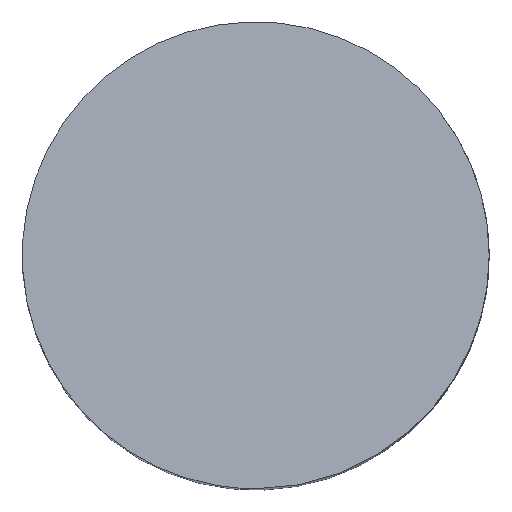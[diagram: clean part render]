
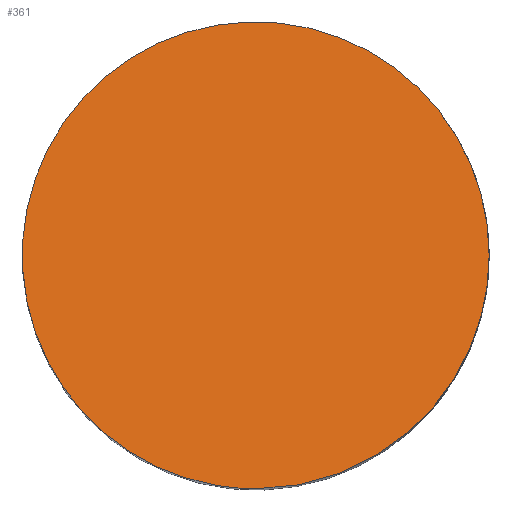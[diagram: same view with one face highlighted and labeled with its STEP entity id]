
A CAD part, top view. The second image highlights one B-rep face of the part: STEP entity #361.
In plain terms, the highlighted planar face has unit normal (0.407, 0, 0.913).
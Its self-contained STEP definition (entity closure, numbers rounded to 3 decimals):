
#21 = EDGE_CURVE('',#22,#24,#26,.T.);
#22 = VERTEX_POINT('',#23);
#23 = CARTESIAN_POINT('',(2.,0.,7.774));
#24 = VERTEX_POINT('',#25);
#25 = CARTESIAN_POINT('',(0.,-2.,8.664));
#26 = SURFACE_CURVE('',#27,(#32,#59),.PCURVE_S1.);
#27 = ELLIPSE('',#28,2.189,2.);
#28 = AXIS2_PLACEMENT_3D('',#29,#30,#31);
#29 = CARTESIAN_POINT('',(0.,0.,8.664));
#30 = DIRECTION('',(0.407,0.,0.914));
#31 = DIRECTION('',(-0.914,0.,0.407));
#32 = PCURVE('',#33,#38);
#33 = CYLINDRICAL_SURFACE('',#34,2.);
#34 = AXIS2_PLACEMENT_3D('',#35,#36,#37);
#35 = CARTESIAN_POINT('',(0.,0.,0.));
#36 = DIRECTION('',(0.,0.,1.));
#37 = DIRECTION('',(1.,0.,0.));
#38 = DEFINITIONAL_REPRESENTATION('',(#39),#58);
#39 = B_SPLINE_CURVE_WITH_KNOTS('',9,(#40,#41,#42,#43,#44,#45,#46,#47,
    #48,#49,#50,#51,#52,#53,#54,#55,#56,#57),.UNSPECIFIED.,.F.,.F.,(10,8
    ,10),(3.142,6.283,9.425),.UNSPECIFIED.);
#40 = CARTESIAN_POINT('',(0.,7.774));
#41 = CARTESIAN_POINT('',(0.349,7.774));
#42 = CARTESIAN_POINT('',(0.698,7.896));
#43 = CARTESIAN_POINT('',(1.047,8.14));
#44 = CARTESIAN_POINT('',(1.396,8.478));
#45 = CARTESIAN_POINT('',(1.745,8.851));
#46 = CARTESIAN_POINT('',(2.094,9.189));
#47 = CARTESIAN_POINT('',(2.443,9.433));
#48 = CARTESIAN_POINT('',(2.793,9.555));
#49 = CARTESIAN_POINT('',(3.491,9.555));
#50 = CARTESIAN_POINT('',(3.84,9.433));
#51 = CARTESIAN_POINT('',(4.189,9.189));
#52 = CARTESIAN_POINT('',(4.538,8.851));
#53 = CARTESIAN_POINT('',(4.887,8.478));
#54 = CARTESIAN_POINT('',(5.236,8.14));
#55 = CARTESIAN_POINT('',(5.585,7.896));
#56 = CARTESIAN_POINT('',(5.934,7.774));
#57 = CARTESIAN_POINT('',(6.283,7.774));
#58 = ( GEOMETRIC_REPRESENTATION_CONTEXT(2) 
PARAMETRIC_REPRESENTATION_CONTEXT() REPRESENTATION_CONTEXT('2D SPACE',''
  ) );
#59 = PCURVE('',#60,#65);
#60 = PLANE('',#61);
#61 = AXIS2_PLACEMENT_3D('',#62,#63,#64);
#62 = CARTESIAN_POINT('',(-3.,-2.,10.));
#63 = DIRECTION('',(0.407,0.,0.914));
#64 = DIRECTION('',(0.914,0.,-0.407));
#65 = DEFINITIONAL_REPRESENTATION('',(#66),#70);
#66 = ELLIPSE('',#67,2.189,2.);
#67 = AXIS2_PLACEMENT_2D('',#68,#69);
#68 = CARTESIAN_POINT('',(3.284,2.));
#69 = DIRECTION('',(-1.,0.));
#70 = ( GEOMETRIC_REPRESENTATION_CONTEXT(2) 
PARAMETRIC_REPRESENTATION_CONTEXT() REPRESENTATION_CONTEXT('2D SPACE',''
  ) );
#325 = EDGE_CURVE('',#24,#22,#326,.T.);
#326 = SURFACE_CURVE('',#327,(#332,#354),.PCURVE_S1.);
#327 = ELLIPSE('',#328,2.189,2.);
#328 = AXIS2_PLACEMENT_3D('',#329,#330,#331);
#329 = CARTESIAN_POINT('',(0.,0.,8.664));
#330 = DIRECTION('',(0.407,0.,0.914));
#331 = DIRECTION('',(-0.914,0.,0.407));
#332 = PCURVE('',#33,#333);
#333 = DEFINITIONAL_REPRESENTATION('',(#334),#353);
#334 = B_SPLINE_CURVE_WITH_KNOTS('',9,(#335,#336,#337,#338,#339,#340,
    #341,#342,#343,#344,#345,#346,#347,#348,#349,#350,#351,#352),
  .UNSPECIFIED.,.F.,.F.,(10,8,10),(3.142,6.283,
    9.425),.UNSPECIFIED.);
#335 = CARTESIAN_POINT('',(0.,7.774));
#336 = CARTESIAN_POINT('',(0.349,7.774));
#337 = CARTESIAN_POINT('',(0.698,7.896));
#338 = CARTESIAN_POINT('',(1.047,8.14));
#339 = CARTESIAN_POINT('',(1.396,8.478));
#340 = CARTESIAN_POINT('',(1.745,8.851));
#341 = CARTESIAN_POINT('',(2.094,9.189));
#342 = CARTESIAN_POINT('',(2.443,9.433));
#343 = CARTESIAN_POINT('',(2.793,9.555));
#344 = CARTESIAN_POINT('',(3.491,9.555));
#345 = CARTESIAN_POINT('',(3.84,9.433));
#346 = CARTESIAN_POINT('',(4.189,9.189));
#347 = CARTESIAN_POINT('',(4.538,8.851));
#348 = CARTESIAN_POINT('',(4.887,8.478));
#349 = CARTESIAN_POINT('',(5.236,8.14));
#350 = CARTESIAN_POINT('',(5.585,7.896));
#351 = CARTESIAN_POINT('',(5.934,7.774));
#352 = CARTESIAN_POINT('',(6.283,7.774));
#353 = ( GEOMETRIC_REPRESENTATION_CONTEXT(2) 
PARAMETRIC_REPRESENTATION_CONTEXT() REPRESENTATION_CONTEXT('2D SPACE',''
  ) );
#354 = PCURVE('',#60,#355);
#355 = DEFINITIONAL_REPRESENTATION('',(#356),#360);
#356 = ELLIPSE('',#357,2.189,2.);
#357 = AXIS2_PLACEMENT_2D('',#358,#359);
#358 = CARTESIAN_POINT('',(3.284,2.));
#359 = DIRECTION('',(-1.,0.));
#360 = ( GEOMETRIC_REPRESENTATION_CONTEXT(2) 
PARAMETRIC_REPRESENTATION_CONTEXT() REPRESENTATION_CONTEXT('2D SPACE',''
  ) );
#361 = ADVANCED_FACE('',(#362),#60,.T.);
#362 = FACE_BOUND('',#363,.T.);
#363 = EDGE_LOOP('',(#364,#365));
#364 = ORIENTED_EDGE('',*,*,#21,.T.);
#365 = ORIENTED_EDGE('',*,*,#325,.T.);
